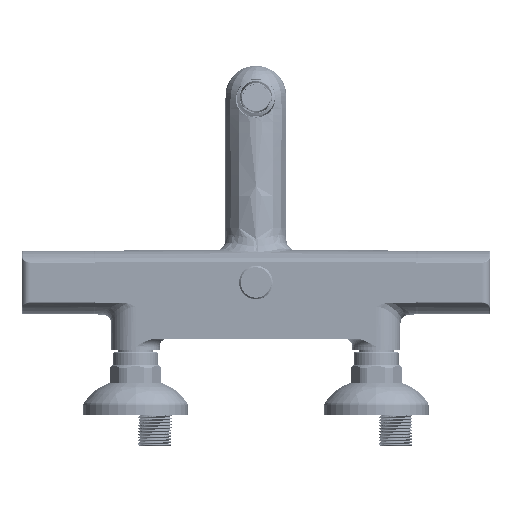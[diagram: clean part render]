
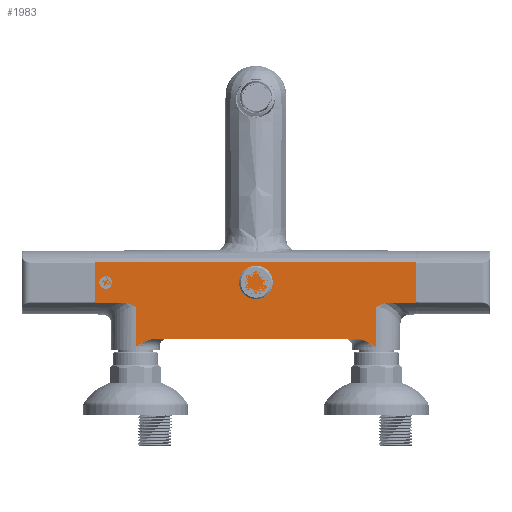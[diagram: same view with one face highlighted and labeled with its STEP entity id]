
A CAD part, front view. The second image highlights one B-rep face of the part: STEP entity #1983.
In plain terms, the highlighted planar face has unit normal (0, -1, 0).
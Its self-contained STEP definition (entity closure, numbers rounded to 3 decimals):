
#369=DIRECTION('',(0.,0.,-1.));
#370=VECTOR('',#369,25.);
#371=CARTESIAN_POINT('',(-300.,-20.,12.5));
#372=LINE('',#371,#370);
#399=DIRECTION('',(-1.,0.,0.));
#400=VECTOR('',#399,15.941);
#401=CARTESIAN_POINT('',(-284.059,-20.,
-12.5));
#402=LINE('',#401,#400);
#411=CARTESIAN_POINT('',(-284.059,-20.,
-12.5));
#436=DIRECTION('',(0.,0.,-1.));
#437=VECTOR('',#436,24.914);
#438=CARTESIAN_POINT('',(-275.002,-20.,
-15.086));
#439=LINE('',#438,#437);
#440=CARTESIAN_POINT('',(-275.002,-20.,
-15.086));
#441=CARTESIAN_POINT('',(-275.011,-20.,
-15.065));
#442=CARTESIAN_POINT('',(-275.025,-20.,
-15.048));
#443=CARTESIAN_POINT('',(-275.046,-20.,-15.035));
#444=CARTESIAN_POINT('',(-275.056,-20.,-15.037));
#446=CARTESIAN_POINT('',(-275.056,-20.,-15.037));
#447=CARTESIAN_POINT('',(-275.525,-20.,-14.805));
#448=CARTESIAN_POINT('',(-276.408,-20.,
-14.231));
#449=CARTESIAN_POINT('',(-277.89,-20.,
-13.603));
#450=CARTESIAN_POINT('',(-279.42,-20.,
-13.093));
#451=CARTESIAN_POINT('',(-280.987,-20.,
-12.743));
#452=CARTESIAN_POINT('',(-282.549,-20.,
-12.541));
#453=CARTESIAN_POINT('',(-283.56,-20.,
-12.5));
#454=CARTESIAN_POINT('',(-284.059,-20.,
-12.5));
#456=DIRECTION('',(1.,0.,0.));
#457=VECTOR('',#456,200.);
#458=CARTESIAN_POINT('',(-300.,-20.,12.5));
#459=LINE('',#458,#457);
#460=DIRECTION('',(0.,0.,-1.));
#461=VECTOR('',#460,25.);
#462=CARTESIAN_POINT('',(-100.,-20.,12.5));
#463=LINE('',#462,#461);
#464=CARTESIAN_POINT('',(-124.944,-20.,-15.037));
#465=CARTESIAN_POINT('',(-124.475,-20.,-14.805));
#466=CARTESIAN_POINT('',(-123.592,-20.,
-14.231));
#467=CARTESIAN_POINT('',(-122.11,-20.,
-13.603));
#468=CARTESIAN_POINT('',(-120.58,-20.,
-13.093));
#469=CARTESIAN_POINT('',(-119.013,-20.,
-12.743));
#470=CARTESIAN_POINT('',(-117.451,-20.,
-12.541));
#471=CARTESIAN_POINT('',(-116.44,-20.,
-12.5));
#472=CARTESIAN_POINT('',(-115.941,-20.,
-12.5));
#474=CARTESIAN_POINT('',(-124.998,-20.,
-15.086));
#475=CARTESIAN_POINT('',(-124.989,-20.,
-15.065));
#476=CARTESIAN_POINT('',(-124.975,-20.,
-15.048));
#477=CARTESIAN_POINT('',(-124.954,-20.,-15.035));
#478=CARTESIAN_POINT('',(-124.944,-20.,-15.037));
#480=DIRECTION('',(0.,0.,-1.));
#481=VECTOR('',#480,24.914);
#482=CARTESIAN_POINT('',(-124.998,-20.,
-15.086));
#483=LINE('',#482,#481);
#509=CARTESIAN_POINT('',(-138.229,-20.,-35.));
#510=CARTESIAN_POINT('',(-137.491,-20.,-35.));
#511=CARTESIAN_POINT('',(-135.954,-20.,-35.142));
#512=CARTESIAN_POINT('',(-133.46,-20.,-35.783));
#513=CARTESIAN_POINT('',(-130.81,-20.,-36.838));
#514=CARTESIAN_POINT('',(-127.999,-20.,-38.271));
#515=CARTESIAN_POINT('',(-126.027,-20.,-39.407));
#516=CARTESIAN_POINT('',(-125.,-20.,-40.));
#538=CARTESIAN_POINT('',(-124.998,-20.,
-15.086));
#664=CARTESIAN_POINT('',(-275.002,-20.,
-15.086));
#671=CARTESIAN_POINT('',(-261.771,-20.,-35.));
#672=CARTESIAN_POINT('',(-262.509,-20.,-35.));
#673=CARTESIAN_POINT('',(-264.046,-20.,-35.142));
#674=CARTESIAN_POINT('',(-266.54,-20.,-35.783));
#675=CARTESIAN_POINT('',(-269.19,-20.,-36.838));
#676=CARTESIAN_POINT('',(-272.001,-20.,-38.271));
#677=CARTESIAN_POINT('',(-273.973,-20.,-39.407));
#678=CARTESIAN_POINT('',(-275.,-20.,-40.));
#700=DIRECTION('',(-1.,0.,0.));
#701=VECTOR('',#700,123.542);
#702=CARTESIAN_POINT('',(-138.229,-20.,-35.));
#703=LINE('',#702,#701);
#861=CARTESIAN_POINT('',(-115.941,-20.,
-12.5));
#863=DIRECTION('',(1.,0.,0.));
#864=VECTOR('',#863,15.941);
#865=CARTESIAN_POINT('',(-115.941,-20.,
-12.5));
#866=LINE('',#865,#864);
#989=CARTESIAN_POINT('',(-138.229,-20.,-35.));
#991=VERTEX_POINT('',#989);
#993=VERTEX_POINT('',#861);
#995=VERTEX_POINT('',#538);
#996=VERTEX_POINT('',#478);
#1012=CARTESIAN_POINT('',(-261.771,-20.,-35.));
#1014=VERTEX_POINT('',#1012);
#1016=CARTESIAN_POINT('',(-300.,-20.,12.5));
#1018=VERTEX_POINT('',#1016);
#1019=CARTESIAN_POINT('',(-300.,-20.,-12.5));
#1020=VERTEX_POINT('',#1019);
#1022=VERTEX_POINT('',#411);
#1024=VERTEX_POINT('',#664);
#1025=VERTEX_POINT('',#444);
#1069=CARTESIAN_POINT('',(-100.,-20.,12.5));
#1071=VERTEX_POINT('',#1069);
#1072=CARTESIAN_POINT('',(-100.,-20.,-12.5));
#1073=VERTEX_POINT('',#1072);
#1094=CARTESIAN_POINT('',(-125.,-20.,-40.));
#1096=VERTEX_POINT('',#1094);
#1103=CARTESIAN_POINT('',(-275.,-20.,-40.));
#1105=VERTEX_POINT('',#1103);
#1952=CARTESIAN_POINT('',(-100.,-20.,12.5));
#1953=DIRECTION('',(0.,-1.,0.));
#1954=DIRECTION('',(0.,0.,-1.));
#1955=AXIS2_PLACEMENT_3D('',#1952,#1953,#1954);
#1956=PLANE('',#1955);
#1958=ORIENTED_EDGE('',*,*,#1957,.F.);
#1960=ORIENTED_EDGE('',*,*,#1959,.T.);
#1962=ORIENTED_EDGE('',*,*,#1961,.T.);
#1964=ORIENTED_EDGE('',*,*,#1963,.F.);
#1966=ORIENTED_EDGE('',*,*,#1965,.T.);
#1968=ORIENTED_EDGE('',*,*,#1967,.T.);
#1969=ORIENTED_EDGE('',*,*,#1939,.T.);
#1970=ORIENTED_EDGE('',*,*,#1900,.F.);
#1971=ORIENTED_EDGE('',*,*,#1121,.T.);
#1972=ORIENTED_EDGE('',*,*,#1152,.T.);
#1974=ORIENTED_EDGE('',*,*,#1973,.F.);
#1976=ORIENTED_EDGE('',*,*,#1975,.F.);
#1978=ORIENTED_EDGE('',*,*,#1977,.F.);
#1980=ORIENTED_EDGE('',*,*,#1979,.T.);
#1981=EDGE_LOOP('',(#1958,#1960,#1962,#1964,#1966,#1968,#1969,#1970,#1971,#1972,
#1974,#1976,#1978,#1980));
#1982=FACE_OUTER_BOUND('',#1981,.F.);
#1983=ADVANCED_FACE('',(#1982),#1956,.T.);
#445=B_SPLINE_CURVE_WITH_KNOTS('',3,(#440,#441,#442,#443,#444),.UNSPECIFIED.,
.F.,.F.,(4,1,4),(0.,0.5,1.),.UNSPECIFIED.);
#455=B_SPLINE_CURVE_WITH_KNOTS('',3,(#446,#447,#448,#449,#450,#451,#452,#453,
#454),.UNSPECIFIED.,.F.,.F.,(4,1,1,1,1,1,4),(0.,0.167,
0.333,0.5,0.667,0.833,1.),
.UNSPECIFIED.);
#473=B_SPLINE_CURVE_WITH_KNOTS('',3,(#464,#465,#466,#467,#468,#469,#470,#471,
#472),.UNSPECIFIED.,.F.,.F.,(4,1,1,1,1,1,4),(0.,0.167,
0.333,0.5,0.667,0.833,1.),
.UNSPECIFIED.);
#479=B_SPLINE_CURVE_WITH_KNOTS('',3,(#474,#475,#476,#477,#478),.UNSPECIFIED.,
.F.,.F.,(4,1,4),(0.,0.5,1.),.UNSPECIFIED.);
#517=B_SPLINE_CURVE_WITH_KNOTS('',3,(#509,#510,#511,#512,#513,#514,#515,#516),
.UNSPECIFIED.,.F.,.F.,(4,1,1,1,1,4),(0.,0.2,0.4,0.6,0.8,1.),
.UNSPECIFIED.);
#679=B_SPLINE_CURVE_WITH_KNOTS('',3,(#671,#672,#673,#674,#675,#676,#677,#678),
.UNSPECIFIED.,.F.,.F.,(4,1,1,1,1,4),(0.,0.2,0.4,0.6,0.8,1.),
.UNSPECIFIED.);
#1121=EDGE_CURVE('',#1018,#1071,#459,.T.);
#1152=EDGE_CURVE('',#1071,#1073,#463,.T.);
#1900=EDGE_CURVE('',#1018,#1020,#372,.T.);
#1939=EDGE_CURVE('',#1022,#1020,#402,.T.);
#1957=EDGE_CURVE('',#991,#1096,#517,.T.);
#1959=EDGE_CURVE('',#991,#1014,#703,.T.);
#1961=EDGE_CURVE('',#1014,#1105,#679,.T.);
#1963=EDGE_CURVE('',#1024,#1105,#439,.T.);
#1965=EDGE_CURVE('',#1024,#1025,#445,.T.);
#1967=EDGE_CURVE('',#1025,#1022,#455,.T.);
#1973=EDGE_CURVE('',#993,#1073,#866,.T.);
#1975=EDGE_CURVE('',#996,#993,#473,.T.);
#1977=EDGE_CURVE('',#995,#996,#479,.T.);
#1979=EDGE_CURVE('',#995,#1096,#483,.T.);
